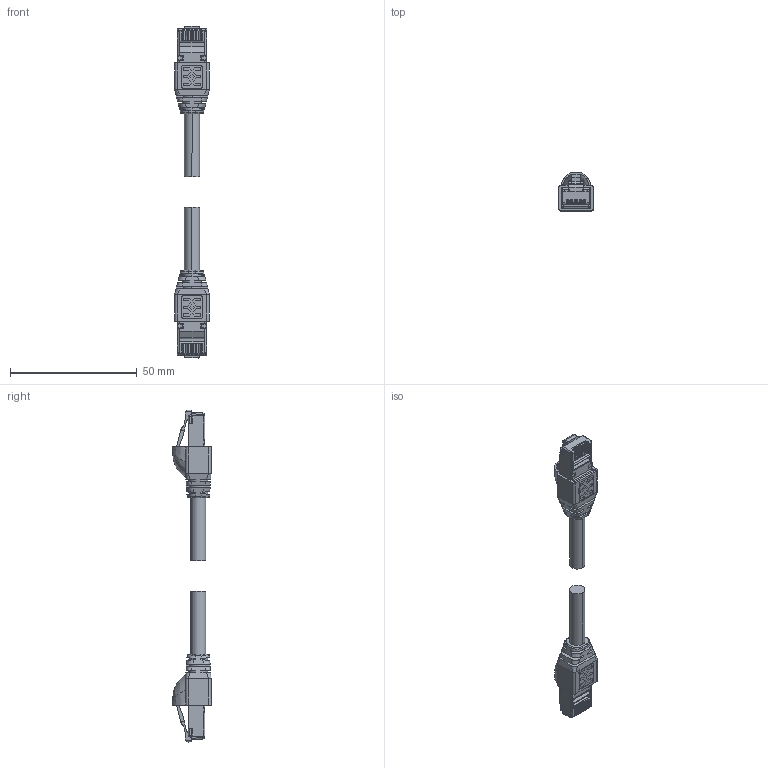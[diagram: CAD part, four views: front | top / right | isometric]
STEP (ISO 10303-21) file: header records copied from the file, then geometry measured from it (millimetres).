
FILE_DESCRIPTION(('CATIA V5 STEP Exchange','CAx-IF Rec.Pracs.--- Model Styling and Organization---1.4--- 2014-01-23'),'2;1');
FILE_NAME ('1342989-2_0', '2022-08-29T12:09:42+00:00', ('none'), ('Weidmueller'), 'CATIA Version 5-6 Release 2016 SP3 HF44', 'CATIA V5 STEP AP214', 'none');
FILE_SCHEMA(('AUTOMOTIVE_DESIGN { 1 0 10303 214 1 1 1 1 }'));
Products named in the file (1): 2813820020
Bounding box: 13.7 x 15.06 x 131.16 mm (x, y, z)
Volume: 6397.9 mm3; surface area: 11528.8 mm2
Topology: 12 solids, 12 shells, 1848 faces, 5288 edges, 3398 vertices
Faces by surface type: plane 1318, cylinder 422, bspline 106, sphere 2
Entity records: 67221 total; most frequent: CARTESIAN_POINT 21155, ORIENTED_EDGE 10552, DIRECTION 7902, EDGE_CURVE 5276, VECTOR 4108, LINE 4108, VERTEX_POINT 3398, AXIS2_PLACEMENT_3D 2053
